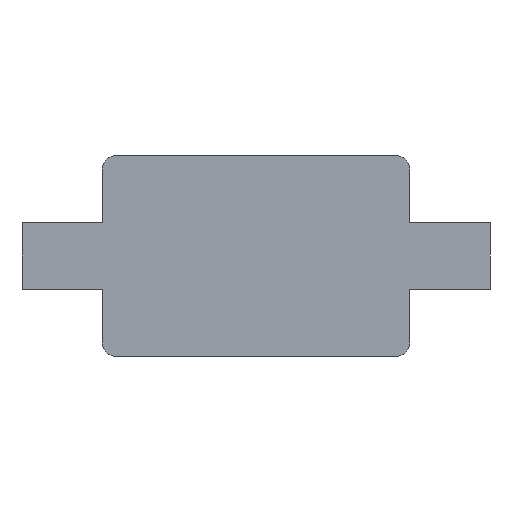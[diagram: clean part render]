
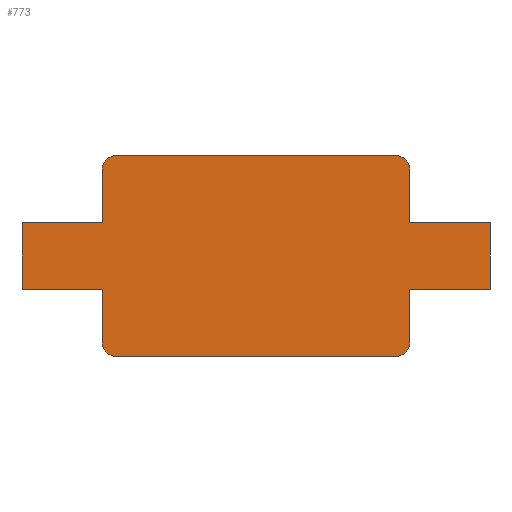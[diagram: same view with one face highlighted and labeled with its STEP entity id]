
A CAD part, front view. The second image highlights one B-rep face of the part: STEP entity #773.
In plain terms, the highlighted planar face has unit normal (0, -1, 0).
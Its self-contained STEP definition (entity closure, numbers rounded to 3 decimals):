
#6 = CARTESIAN_POINT ( 'NONE',  ( 21., 0., 13. ) ) ;
#14 = ORIENTED_EDGE ( 'NONE', *, *, #44, .T. ) ;
#22 = VECTOR ( 'NONE', #1170, 1000. ) ;
#23 = VERTEX_POINT ( 'NONE', #423 ) ;
#33 = EDGE_CURVE ( 'NONE', #67, #474, #513, .T. ) ;
#37 = EDGE_CURVE ( 'NONE', #49, #952, #620, .T. ) ;
#41 = VECTOR ( 'NONE', #1330, 1000. ) ;
#44 = EDGE_CURVE ( 'NONE', #67, #1161, #103, .T. ) ;
#49 = VERTEX_POINT ( 'NONE', #518 ) ;
#67 = VERTEX_POINT ( 'NONE', #627 ) ;
#72 = ORIENTED_EDGE ( 'NONE', *, *, #33, .F. ) ;
#88 = ORIENTED_EDGE ( 'NONE', *, *, #1040, .F. ) ;
#95 = DIRECTION ( 'NONE',  ( 0., -1., 0. ) ) ;
#103 = CIRCLE ( 'NONE', #528, 2. ) ;
#107 = VECTOR ( 'NONE', #255, 1000. ) ;
#113 = CARTESIAN_POINT ( 'NONE',  ( -21., 0., -13. ) ) ;
#119 = ORIENTED_EDGE ( 'NONE', *, *, #579, .T. ) ;
#123 = LINE ( 'NONE', #972, #1336 ) ;
#140 = DIRECTION ( 'NONE',  ( -1., 0., 0. ) ) ;
#175 = LINE ( 'NONE', #598, #1132 ) ;
#182 = DIRECTION ( 'NONE',  ( 0., 0., 1. ) ) ;
#202 = CARTESIAN_POINT ( 'NONE',  ( -23., 0., -15. ) ) ;
#226 = CARTESIAN_POINT ( 'NONE',  ( 23., 0., -5. ) ) ;
#233 = EDGE_CURVE ( 'NONE', #1243, #1252, #974, .T. ) ;
#250 = EDGE_CURVE ( 'NONE', #23, #537, #355, .T. ) ;
#252 = CARTESIAN_POINT ( 'NONE',  ( -23., 0., -5. ) ) ;
#255 = DIRECTION ( 'NONE',  ( 0., 0., 1. ) ) ;
#259 = CARTESIAN_POINT ( 'NONE',  ( -23., 0., 5. ) ) ;
#284 = DIRECTION ( 'NONE',  ( 0., 0., 1. ) ) ;
#300 = CARTESIAN_POINT ( 'NONE',  ( 21., 0., 15. ) ) ;
#311 = EDGE_CURVE ( 'NONE', #1384, #1173, #361, .T. ) ;
#317 = CARTESIAN_POINT ( 'NONE',  ( -35., 0., 5. ) ) ;
#331 = VECTOR ( 'NONE', #759, 1000. ) ;
#349 = CARTESIAN_POINT ( 'NONE',  ( -21., 0., -15. ) ) ;
#355 = LINE ( 'NONE', #864, #331 ) ;
#361 = LINE ( 'NONE', #586, #41 ) ;
#379 = EDGE_CURVE ( 'NONE', #697, #1161, #1204, .T. ) ;
#385 = VERTEX_POINT ( 'NONE', #796 ) ;
#393 = ORIENTED_EDGE ( 'NONE', *, *, #1117, .F. ) ;
#396 = CIRCLE ( 'NONE', #908, 2. ) ;
#399 = DIRECTION ( 'NONE',  ( 0., 0., 1. ) ) ;
#403 = DIRECTION ( 'NONE',  ( 0., -1., 0. ) ) ;
#423 = CARTESIAN_POINT ( 'NONE',  ( -35., 0., -5. ) ) ;
#427 = EDGE_CURVE ( 'NONE', #952, #569, #1372, .T. ) ;
#429 = ORIENTED_EDGE ( 'NONE', *, *, #585, .F. ) ;
#430 = DIRECTION ( 'NONE',  ( 1., 0., 0. ) ) ;
#432 = CARTESIAN_POINT ( 'NONE',  ( 35., 0., 5. ) ) ;
#433 = DIRECTION ( 'NONE',  ( 0., 1., 0. ) ) ;
#459 = CARTESIAN_POINT ( 'NONE',  ( 21., 0., -13. ) ) ;
#460 = CARTESIAN_POINT ( 'NONE',  ( -23., 0., -5. ) ) ;
#474 = VERTEX_POINT ( 'NONE', #300 ) ;
#486 = ORIENTED_EDGE ( 'NONE', *, *, #250, .F. ) ;
#513 = LINE ( 'NONE', #1145, #1089 ) ;
#518 = CARTESIAN_POINT ( 'NONE',  ( 35., 0., 5. ) ) ;
#528 = AXIS2_PLACEMENT_3D ( 'NONE', #612, #949, #182 ) ;
#537 = VERTEX_POINT ( 'NONE', #317 ) ;
#540 = DIRECTION ( 'NONE',  ( 1., 0., 0. ) ) ;
#546 = ORIENTED_EDGE ( 'NONE', *, *, #427, .F. ) ;
#569 = VERTEX_POINT ( 'NONE', #226 ) ;
#579 = EDGE_CURVE ( 'NONE', #1243, #592, #754, .T. ) ;
#582 = ORIENTED_EDGE ( 'NONE', *, *, #778, .T. ) ;
#585 = EDGE_CURVE ( 'NONE', #537, #697, #747, .T. ) ;
#586 = CARTESIAN_POINT ( 'NONE',  ( 23., 0., 15. ) ) ;
#592 = VERTEX_POINT ( 'NONE', #881 ) ;
#598 = CARTESIAN_POINT ( 'NONE',  ( 23., 0., -5. ) ) ;
#611 = CARTESIAN_POINT ( 'NONE',  ( -23., 0., 13. ) ) ;
#612 = CARTESIAN_POINT ( 'NONE',  ( -21., 0., 13. ) ) ;
#616 = AXIS2_PLACEMENT_3D ( 'NONE', #113, #95, #1371 ) ;
#620 = LINE ( 'NONE', #432, #701 ) ;
#627 = CARTESIAN_POINT ( 'NONE',  ( -21., 0., 15. ) ) ;
#635 = EDGE_CURVE ( 'NONE', #1173, #49, #123, .T. ) ;
#643 = CARTESIAN_POINT ( 'NONE',  ( 21., 0., -15. ) ) ;
#649 = DIRECTION ( 'NONE',  ( 0., -1., 0. ) ) ;
#697 = VERTEX_POINT ( 'NONE', #1026 ) ;
#701 = VECTOR ( 'NONE', #1375, 1000. ) ;
#703 = VECTOR ( 'NONE', #540, 1000. ) ;
#747 = LINE ( 'NONE', #855, #703 ) ;
#754 = CIRCLE ( 'NONE', #1129, 2. ) ;
#759 = DIRECTION ( 'NONE',  ( 0., 0., 1. ) ) ;
#765 = CARTESIAN_POINT ( 'NONE',  ( 23., 0., -15. ) ) ;
#773 = ADVANCED_FACE ( 'NONE', ( #1033 ), #1284, .F. ) ;
#778 = EDGE_CURVE ( 'NONE', #1384, #474, #396, .T. ) ;
#796 = CARTESIAN_POINT ( 'NONE',  ( -23., 0., -13. ) ) ;
#805 = EDGE_LOOP ( 'NONE', ( #393, #1377, #1053, #119, #88, #546, #1220, #977, #823, #582, #72, #14, #1237, #429, #486, #1006 ) ) ;
#822 = CIRCLE ( 'NONE', #616, 2. ) ;
#823 = ORIENTED_EDGE ( 'NONE', *, *, #311, .F. ) ;
#845 = CARTESIAN_POINT ( 'NONE',  ( 23., 0., 13. ) ) ;
#855 = CARTESIAN_POINT ( 'NONE',  ( -35., 0., 5. ) ) ;
#861 = VERTEX_POINT ( 'NONE', #252 ) ;
#864 = CARTESIAN_POINT ( 'NONE',  ( -35., 0., -5. ) ) ;
#881 = CARTESIAN_POINT ( 'NONE',  ( 23., 0., -13. ) ) ;
#908 = AXIS2_PLACEMENT_3D ( 'NONE', #6, #403, #284 ) ;
#925 = CARTESIAN_POINT ( 'NONE',  ( 35., 0., -5. ) ) ;
#934 = CARTESIAN_POINT ( 'NONE',  ( 23., 0., 5. ) ) ;
#940 = LINE ( 'NONE', #202, #1112 ) ;
#949 = DIRECTION ( 'NONE',  ( 0., -1., 0. ) ) ;
#952 = VERTEX_POINT ( 'NONE', #1218 ) ;
#960 = DIRECTION ( 'NONE',  ( 1., 0., 0. ) ) ;
#967 = LINE ( 'NONE', #460, #1268 ) ;
#972 = CARTESIAN_POINT ( 'NONE',  ( 23., 0., 5. ) ) ;
#974 = LINE ( 'NONE', #765, #22 ) ;
#977 = ORIENTED_EDGE ( 'NONE', *, *, #635, .F. ) ;
#989 = DIRECTION ( 'NONE',  ( 0., 0., 1. ) ) ;
#1006 = ORIENTED_EDGE ( 'NONE', *, *, #1279, .F. ) ;
#1026 = CARTESIAN_POINT ( 'NONE',  ( -23., 0., 5. ) ) ;
#1029 = DIRECTION ( 'NONE',  ( 0., 0., -1. ) ) ;
#1033 = FACE_OUTER_BOUND ( 'NONE', #805, .T. ) ;
#1040 = EDGE_CURVE ( 'NONE', #569, #592, #175, .T. ) ;
#1053 = ORIENTED_EDGE ( 'NONE', *, *, #233, .F. ) ;
#1063 = DIRECTION ( 'NONE',  ( 0., 0., 1. ) ) ;
#1089 = VECTOR ( 'NONE', #960, 1000. ) ;
#1112 = VECTOR ( 'NONE', #399, 1000. ) ;
#1117 = EDGE_CURVE ( 'NONE', #385, #861, #940, .T. ) ;
#1129 = AXIS2_PLACEMENT_3D ( 'NONE', #459, #649, #989 ) ;
#1132 = VECTOR ( 'NONE', #1029, 1000. ) ;
#1142 = CARTESIAN_POINT ( 'NONE',  ( 0., 0., 0. ) ) ;
#1145 = CARTESIAN_POINT ( 'NONE',  ( -23., 0., 15. ) ) ;
#1151 = VECTOR ( 'NONE', #1253, 1000. ) ;
#1161 = VERTEX_POINT ( 'NONE', #611 ) ;
#1170 = DIRECTION ( 'NONE',  ( -1., 0., 0. ) ) ;
#1173 = VERTEX_POINT ( 'NONE', #934 ) ;
#1174 = AXIS2_PLACEMENT_3D ( 'NONE', #1142, #433, #1063 ) ;
#1204 = LINE ( 'NONE', #259, #107 ) ;
#1218 = CARTESIAN_POINT ( 'NONE',  ( 35., 0., -5. ) ) ;
#1220 = ORIENTED_EDGE ( 'NONE', *, *, #37, .F. ) ;
#1237 = ORIENTED_EDGE ( 'NONE', *, *, #379, .F. ) ;
#1243 = VERTEX_POINT ( 'NONE', #643 ) ;
#1252 = VERTEX_POINT ( 'NONE', #349 ) ;
#1253 = DIRECTION ( 'NONE',  ( -1., 0., 0. ) ) ;
#1268 = VECTOR ( 'NONE', #140, 1000. ) ;
#1279 = EDGE_CURVE ( 'NONE', #861, #23, #967, .T. ) ;
#1284 = PLANE ( 'NONE',  #1174 ) ;
#1324 = EDGE_CURVE ( 'NONE', #385, #1252, #822, .T. ) ;
#1330 = DIRECTION ( 'NONE',  ( 0., 0., -1. ) ) ;
#1336 = VECTOR ( 'NONE', #430, 1000. ) ;
#1371 = DIRECTION ( 'NONE',  ( 0., 0., 1. ) ) ;
#1372 = LINE ( 'NONE', #925, #1151 ) ;
#1375 = DIRECTION ( 'NONE',  ( 0., 0., -1. ) ) ;
#1377 = ORIENTED_EDGE ( 'NONE', *, *, #1324, .T. ) ;
#1384 = VERTEX_POINT ( 'NONE', #845 ) ;
